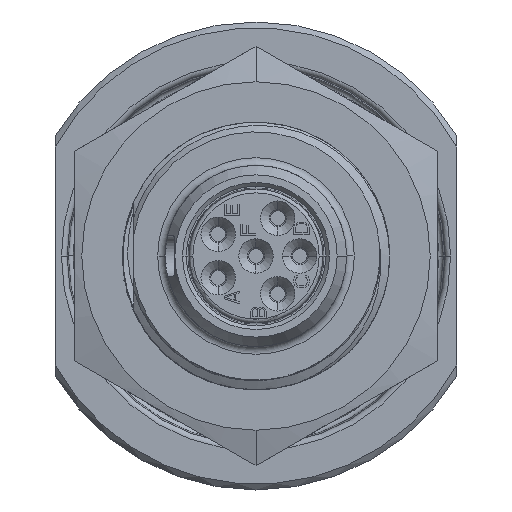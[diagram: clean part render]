
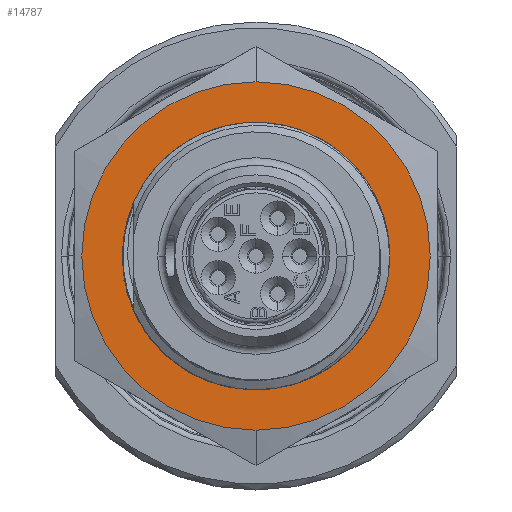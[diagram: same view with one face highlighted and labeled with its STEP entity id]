
A CAD part, left-side view. The second image highlights one B-rep face of the part: STEP entity #14787.
In plain terms, the highlighted planar face has unit normal (-1, 0, 0).
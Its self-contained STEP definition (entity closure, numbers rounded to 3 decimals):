
#2337=CARTESIAN_POINT('',(13.5,0.,0.));
#2338=DIRECTION('',(1.,0.,0.));
#2339=DIRECTION('',(0.,0.309,0.951));
#2340=AXIS2_PLACEMENT_3D('',#2337,#2338,#2339);
#2403=CARTESIAN_POINT('',(13.5,0.,0.));
#2404=DIRECTION('',(1.,0.,0.));
#2405=DIRECTION('',(0.,0.,1.));
#2406=AXIS2_PLACEMENT_3D('',#2403,#2404,#2405);
#2408=CARTESIAN_POINT('',(13.5,0.,0.));
#2409=DIRECTION('',(1.,0.,0.));
#2410=DIRECTION('',(0.,0.,-1.));
#2411=AXIS2_PLACEMENT_3D('',#2408,#2409,#2410);
#2413=CARTESIAN_POINT('',(13.5,0.489,-6.983));
#2414=CARTESIAN_POINT('',(13.5,0.701,-6.972));
#2415=CARTESIAN_POINT('',(13.5,1.126,-6.93));
#2416=CARTESIAN_POINT('',(13.5,1.765,-6.804));
#2417=CARTESIAN_POINT('',(13.5,2.393,-6.616));
#2418=CARTESIAN_POINT('',(13.5,3.002,-6.368));
#2419=CARTESIAN_POINT('',(13.5,3.586,-6.061));
#2420=CARTESIAN_POINT('',(13.5,4.138,-5.7));
#2421=CARTESIAN_POINT('',(13.5,4.654,-5.288));
#2422=CARTESIAN_POINT('',(13.5,5.127,-4.828));
#2423=CARTESIAN_POINT('',(13.5,5.554,-4.325));
#2424=CARTESIAN_POINT('',(13.5,5.93,-3.786));
#2425=CARTESIAN_POINT('',(13.5,6.251,-3.215));
#2426=CARTESIAN_POINT('',(13.5,6.514,-2.619));
#2427=CARTESIAN_POINT('',(13.5,6.648,-2.214));
#2428=CARTESIAN_POINT('',(13.5,6.706,-2.009));
#3428=CARTESIAN_POINT('',(13.5,0.,0.));
#3429=DIRECTION('',(1.,0.,0.));
#3430=DIRECTION('',(0.,0.958,-0.287));
#3431=AXIS2_PLACEMENT_3D('',#3428,#3429,#3430);
#3625=CARTESIAN_POINT('',(13.5,0.,0.));
#3626=DIRECTION('',(1.,0.,0.));
#3627=DIRECTION('',(0.,0.914,0.405));
#3628=AXIS2_PLACEMENT_3D('',#3625,#3626,#3627);
#12542=CARTESIAN_POINT('',(13.5,0.,9.12));
#12543=CARTESIAN_POINT('',(13.5,0.,-9.12));
#12544=VERTEX_POINT('',#12542);
#12545=VERTEX_POINT('',#12543);
#12552=VERTEX_POINT('',#2413);
#12553=VERTEX_POINT('',#2428);
#12555=CARTESIAN_POINT('',(13.5,6.4,2.835));
#12556=CARTESIAN_POINT('',(13.5,2.163,6.657));
#12557=VERTEX_POINT('',#12555);
#12558=VERTEX_POINT('',#12556);
#14767=CARTESIAN_POINT('',(13.5,0.,0.));
#14768=DIRECTION('',(-1.,0.,0.));
#14769=DIRECTION('',(0.,-1.,0.));
#14770=AXIS2_PLACEMENT_3D('',#14767,#14768,#14769);
#14771=PLANE('1174',#14770);
#14773=ORIENTED_EDGE('4478',*,*,#14772,.T.);
#14775=ORIENTED_EDGE('4479',*,*,#14774,.T.);
#14776=EDGE_LOOP('1174',(#14773,#14775));
#14777=FACE_OUTER_BOUND('1174',#14776,.F.);
#14779=ORIENTED_EDGE('4568',*,*,#14778,.F.);
#14781=ORIENTED_EDGE('4488',*,*,#14780,.F.);
#14782=ORIENTED_EDGE('4553',*,*,#14758,.F.);
#14784=ORIENTED_EDGE('4493',*,*,#14783,.F.);
#14785=EDGE_LOOP('1174',(#14779,#14781,#14782,#14784));
#14786=FACE_BOUND('1174',#14785,.F.);
#2341=CIRCLE('4553',#2340,7.);
#2407=CIRCLE('4478',#2406,9.12);
#2412=CIRCLE('4479',#2411,9.12);
#2429=B_SPLINE_CURVE_WITH_KNOTS('4488',3,(#2413,#2414,#2415,#2416,#2417,#2418,
#2419,#2420,#2421,#2422,#2423,#2424,#2425,#2426,#2427,#2428),.UNSPECIFIED.,.F.,
.F.,(4,1,1,1,1,1,1,1,1,1,1,1,1,4),(0.,0.077,0.154,
0.231,0.308,0.385,0.462,
0.538,0.615,0.692,0.769,
0.846,0.923,1.),.UNSPECIFIED.);
#3432=CIRCLE('4568',#3431,7.);
#3629=CIRCLE('4493',#3628,7.);
#14758=EDGE_CURVE('4553',#12558,#12552,#2341,.T.);
#14772=EDGE_CURVE('4478',#12544,#12545,#2407,.T.);
#14774=EDGE_CURVE('4479',#12545,#12544,#2412,.T.);
#14778=EDGE_CURVE('4568',#12553,#12557,#3432,.T.);
#14780=EDGE_CURVE('4488',#12552,#12553,#2429,.T.);
#14783=EDGE_CURVE('4493',#12557,#12558,#3629,.T.);
#14787=ADVANCED_FACE('1174',(#14777,#14786),#14771,.T.);
